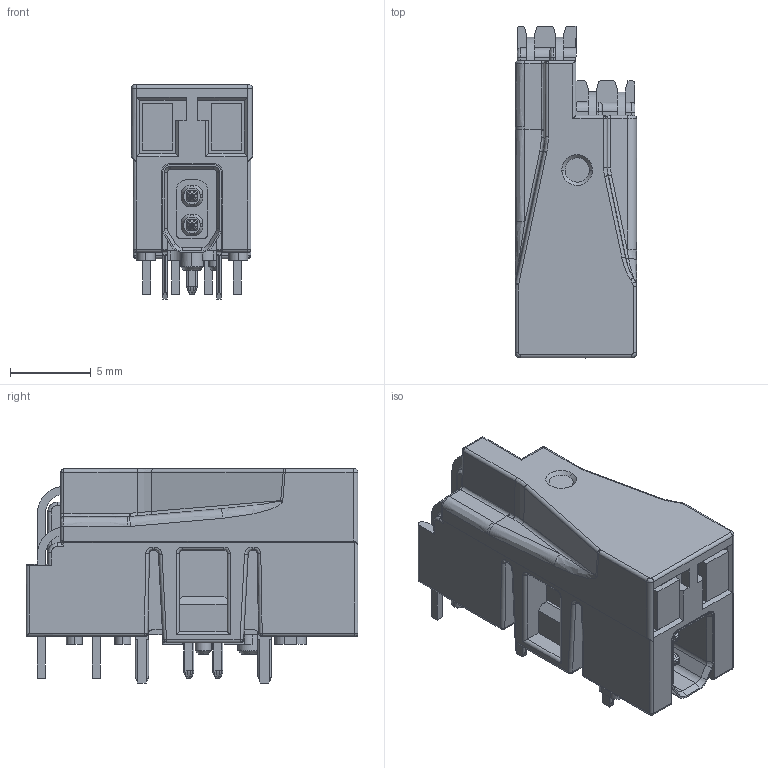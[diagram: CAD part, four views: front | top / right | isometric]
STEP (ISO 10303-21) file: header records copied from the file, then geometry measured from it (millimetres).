
FILE_DESCRIPTION(('CATIA V5 STEP Exchange','CAx-IF Rec.Pracs.--- Model Styling and Organization---1.4--- 2014-01-23'),'2;1');
FILE_NAME ('D1477602_0_2795120000_2795120000.stp','2021-03-15T09:11:31+00:00',('none'),('Weidmueller'),'CATIA Version 5-6 Release 2016 SP3 HF44','CATIA V5 STEP AP214','none');
FILE_SCHEMA(('AUTOMOTIVE_DESIGN { 1 0 10303 214 1 1 1 1 }'));
Length unit declared in the file: millimetre
Products named in the file (1): SPE-T1-STRM-90-LED
Bounding box: 7.52 x 20.6 x 13.3 mm (x, y, z)
Volume: 1130.4 mm3; surface area: 1253.7 mm2
Topology: 1 solids, 1 shells, 717 faces, 1887 edges, 1173 vertices
Faces by surface type: plane 344, cylinder 213, bspline 126, cone 20, sphere 7, torus 7
Entity records: 25537 total; most frequent: CARTESIAN_POINT 9359, ORIENTED_EDGE 3752, DIRECTION 2494, EDGE_CURVE 1876, VECTOR 1174, LINE 1174, VERTEX_POINT 1173, AXIS2_PLACEMENT_3D 804
